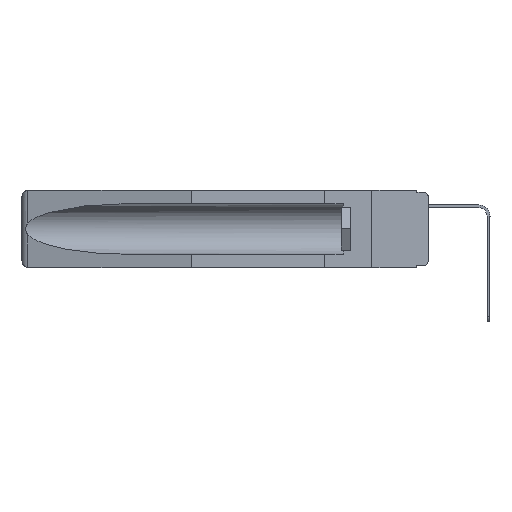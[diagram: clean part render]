
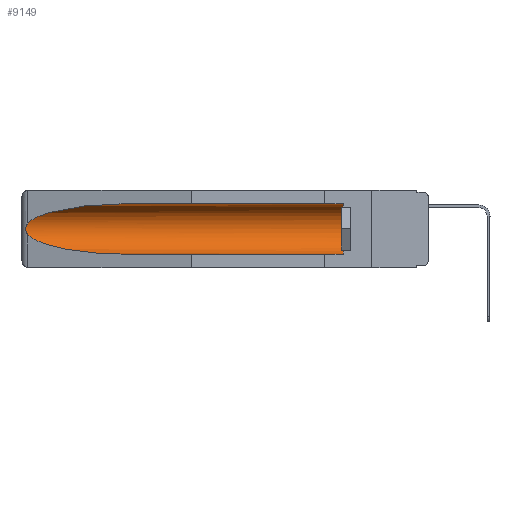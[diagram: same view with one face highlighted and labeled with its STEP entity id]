
A CAD part, left-side view. The second image highlights one B-rep face of the part: STEP entity #9149.
In plain terms, the highlighted cylindrical face has radius 2.857 mm (diameter 5.715 mm), a partial arc.
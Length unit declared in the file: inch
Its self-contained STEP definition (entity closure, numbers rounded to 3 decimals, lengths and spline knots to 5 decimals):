
#573 = EDGE_CURVE ( 'NONE', #14610, #3089, #5286, .T. ) ;
#620 = VECTOR ( 'NONE', #5746, 39.37008 ) ;
#1255 = CARTESIAN_POINT ( 'NONE',  ( 0.25451, 1.48313, -0.24835 ) ) ;
#1688 =( BOUNDED_CURVE ( )  B_SPLINE_CURVE ( 3, ( #9170, #1255, #11741, #5330 ),
 .UNSPECIFIED., .F., .F. ) 
 B_SPLINE_CURVE_WITH_KNOTS ( ( 4, 4 ),
 ( 0.1948, 1.5708 ),
 .UNSPECIFIED. ) 
 CURVE ( )  GEOMETRIC_REPRESENTATION_ITEM ( )  RATIONAL_B_SPLINE_CURVE ( ( 1., 0.848, 0.848, 1. ) ) 
 REPRESENTATION_ITEM ( '' )  );
#1891 = EDGE_CURVE ( 'NONE', #2009, #15694, #14907, .T. ) ;
#1936 = CARTESIAN_POINT ( 'NONE',  ( 0.155, 1.07973, -0.059 ) ) ;
#1940 = CARTESIAN_POINT ( 'NONE',  ( 0.155, 0.126, -0.059 ) ) ;
#2009 = VERTEX_POINT ( 'NONE', #13889 ) ;
#2135 = CARTESIAN_POINT ( 'NONE',  ( 0.2675, 1.53308, -0.16763 ) ) ;
#2307 = DIRECTION ( 'NONE',  ( 0., 0., 1. ) ) ;
#2551 = ORIENTED_EDGE ( 'NONE', *, *, #573, .T. ) ;
#3089 = VERTEX_POINT ( 'NONE', #1940 ) ;
#3274 = ORIENTED_EDGE ( 'NONE', *, *, #8910, .T. ) ;
#4518 = CARTESIAN_POINT ( 'NONE',  ( 0.155, 0.126, -0.284 ) ) ;
#4574 = FACE_OUTER_BOUND ( 'NONE', #16239, .T. ) ;
#4592 = CYLINDRICAL_SURFACE ( 'NONE', #12223, 0.1125 ) ;
#4750 = CARTESIAN_POINT ( 'NONE',  ( 0.26655, 1.53094, -0.18657 ) ) ;
#4790 = CARTESIAN_POINT ( 'NONE',  ( 0.25451, 1.48313, -0.09465 ) ) ;
#5286 = CIRCLE ( 'NONE', #12115, 0.1125 ) ;
#5330 = CARTESIAN_POINT ( 'NONE',  ( 0.155, 1.07973, -0.284 ) ) ;
#5746 = DIRECTION ( 'NONE',  ( 0., 1., 0. ) ) ;
#7228 = CARTESIAN_POINT ( 'NONE',  ( 0.155, -0.30754, -0.059 ) ) ;
#7246 = ORIENTED_EDGE ( 'NONE', *, *, #16537, .T. ) ;
#7404 = CARTESIAN_POINT ( 'NONE',  ( 0.26597, 1.5296, -0.19026 ) ) ;
#7471 = CARTESIAN_POINT ( 'NONE',  ( 0.26537, 1.52718, -0.19328 ) ) ;
#8271 = EDGE_CURVE ( 'NONE', #9588, #17185, #1688, .T. ) ;
#8533 = ORIENTED_EDGE ( 'NONE', *, *, #11500, .F. ) ;
#8534 = LINE ( 'NONE', #7228, #620 ) ;
#8696 = CARTESIAN_POINT ( 'NONE',  ( 0.26537, 1.52718, -0.14972 ) ) ;
#8910 = EDGE_CURVE ( 'NONE', #3089, #2009, #8534, .T. ) ;
#9089 = ORIENTED_EDGE ( 'NONE', *, *, #8271, .T. ) ;
#9093 = LINE ( 'NONE', #16668, #15340 ) ;
#9149 = ADVANCED_FACE ( 'NONE', ( #4574 ), #4592, .F. ) ;
#9170 = CARTESIAN_POINT ( 'NONE',  ( 0.26537, 1.52718, -0.19328 ) ) ;
#9526 = DIRECTION ( 'NONE',  ( 0., -1., 0. ) ) ;
#9588 = VERTEX_POINT ( 'NONE', #14049 ) ;
#9614 = CARTESIAN_POINT ( 'NONE',  ( 0.26537, 1.52718, -0.14972 ) ) ;
#9858 = ORIENTED_EDGE ( 'NONE', *, *, #1891, .T. ) ;
#10003 = CARTESIAN_POINT ( 'NONE',  ( 0.26597, 1.52961, -0.15275 ) ) ;
#11198 = CARTESIAN_POINT ( 'NONE',  ( 0.21114, 1.30732, -0.059 ) ) ;
#11349 = DIRECTION ( 'NONE',  ( 0., 1., 0. ) ) ;
#11456 = CARTESIAN_POINT ( 'NONE',  ( 0.2673, 1.53269, -0.17917 ) ) ;
#11500 = EDGE_CURVE ( 'NONE', #14610, #17185, #9093, .T. ) ;
#11569 = CARTESIAN_POINT ( 'NONE',  ( 0.155, -0.30754, -0.1715 ) ) ;
#11741 = CARTESIAN_POINT ( 'NONE',  ( 0.21114, 1.30732, -0.284 ) ) ;
#12115 = AXIS2_PLACEMENT_3D ( 'NONE', #15955, #9526, #13445 ) ;
#12223 = AXIS2_PLACEMENT_3D ( 'NONE', #11569, #15409, #2307 ) ;
#12738 = CARTESIAN_POINT ( 'NONE',  ( 0.26537, 1.52718, -0.14972 ) ) ;
#12864 = CARTESIAN_POINT ( 'NONE',  ( 0.2673, 1.5327, -0.16383 ) ) ;
#13445 = DIRECTION ( 'NONE',  ( 0., 0., 1. ) ) ;
#13889 = CARTESIAN_POINT ( 'NONE',  ( 0.155, 1.07973, -0.059 ) ) ;
#14049 = CARTESIAN_POINT ( 'NONE',  ( 0.26537, 1.52718, -0.19328 ) ) ;
#14610 = VERTEX_POINT ( 'NONE', #4518 ) ;
#14907 =( BOUNDED_CURVE ( )  B_SPLINE_CURVE ( 3, ( #1936, #11198, #4790, #8696 ),
 .UNSPECIFIED., .F., .F. ) 
 B_SPLINE_CURVE_WITH_KNOTS ( ( 4, 4 ),
 ( 4.71239, 6.08839 ),
 .UNSPECIFIED. ) 
 CURVE ( )  GEOMETRIC_REPRESENTATION_ITEM ( )  RATIONAL_B_SPLINE_CURVE ( ( 1., 0.848, 0.848, 1. ) ) 
 REPRESENTATION_ITEM ( '' )  );
#15340 = VECTOR ( 'NONE', #11349, 39.37008 ) ;
#15351 = CARTESIAN_POINT ( 'NONE',  ( 0.2675, 1.53308, -0.17534 ) ) ;
#15409 = DIRECTION ( 'NONE',  ( 0., 1., 0. ) ) ;
#15418 = CARTESIAN_POINT ( 'NONE',  ( 0.26654, 1.53092, -0.15636 ) ) ;
#15694 = VERTEX_POINT ( 'NONE', #9614 ) ;
#15955 = CARTESIAN_POINT ( 'NONE',  ( 0.155, 0.126, -0.1715 ) ) ;
#16239 = EDGE_LOOP ( 'NONE', ( #9858, #7246, #9089, #8533, #2551, #3274 ) ) ;
#16537 = EDGE_CURVE ( 'NONE', #15694, #9588, #16799, .T. ) ;
#16668 = CARTESIAN_POINT ( 'NONE',  ( 0.155, -0.30754, -0.284 ) ) ;
#16799 = B_SPLINE_CURVE_WITH_KNOTS ( 'NONE', 3,
 ( #12738, #10003, #15418, #12864, #2135, #15351, #11456, #4750, #7404, #7471 ),
 .UNSPECIFIED., .F., .F.,
 ( 4, 2, 2, 2, 4 ),
 ( 0., 0.00029, 0.00058, 0.00087, 0.00117 ),
 .UNSPECIFIED. ) ;
#16867 = CARTESIAN_POINT ( 'NONE',  ( 0.155, 1.07973, -0.284 ) ) ;
#17185 = VERTEX_POINT ( 'NONE', #16867 ) ;
